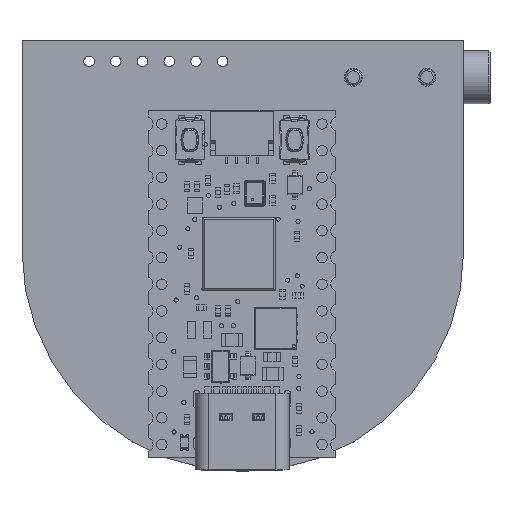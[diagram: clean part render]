
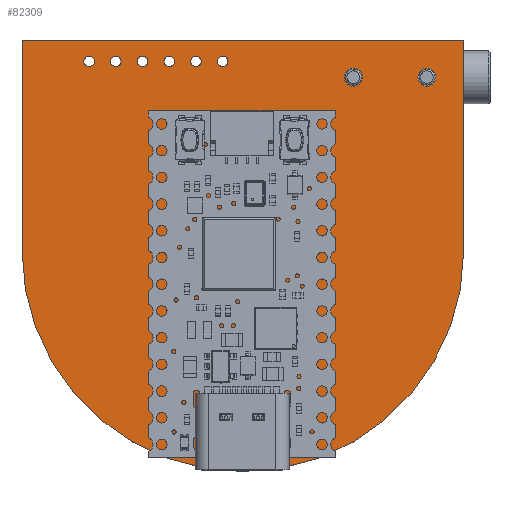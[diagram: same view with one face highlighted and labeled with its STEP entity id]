
A CAD part, top view. The second image highlights one B-rep face of the part: STEP entity #82309.
In plain terms, the highlighted planar face has unit normal (0, 0, 1).
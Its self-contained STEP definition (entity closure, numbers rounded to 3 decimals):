
#82107 = VERTEX_POINT('',#82108);
#82108 = CARTESIAN_POINT('',(42.,-20.,1.51));
#82114 = EDGE_CURVE('',#82107,#82115,#82117,.T.);
#82115 = VERTEX_POINT('',#82116);
#82116 = CARTESIAN_POINT('',(0.,-20.,1.51));
#82117 = CIRCLE('',#82118,21.);
#82118 = AXIS2_PLACEMENT_3D('',#82119,#82120,#82121);
#82119 = CARTESIAN_POINT('',(21.,-20.,1.51));
#82120 = DIRECTION('',(0.,0.,-1.));
#82121 = DIRECTION('',(1.,0.,0.));
#82149 = VERTEX_POINT('',#82150);
#82150 = CARTESIAN_POINT('',(42.,0.,1.51));
#82156 = EDGE_CURVE('',#82149,#82107,#82157,.T.);
#82157 = LINE('',#82158,#82159);
#82158 = CARTESIAN_POINT('',(42.,0.,1.51));
#82159 = VECTOR('',#82160,1.);
#82160 = DIRECTION('',(0.,-1.,0.));
#82178 = EDGE_CURVE('',#82115,#82179,#82181,.T.);
#82179 = VERTEX_POINT('',#82180);
#82180 = CARTESIAN_POINT('',(0.,0.,1.51));
#82181 = LINE('',#82182,#82183);
#82182 = CARTESIAN_POINT('',(0.,-20.,1.51));
#82183 = VECTOR('',#82184,1.);
#82184 = DIRECTION('',(0.,1.,0.));
#82309 = ADVANCED_FACE('',(#82310,#82321,#82332,#82343,#82354,#82365,
    #82376,#82387,#82398),#82409,.T.);
#82310 = FACE_BOUND('',#82311,.T.);
#82311 = EDGE_LOOP('',(#82312,#82313,#82314,#82320));
#82312 = ORIENTED_EDGE('',*,*,#82114,.F.);
#82313 = ORIENTED_EDGE('',*,*,#82156,.F.);
#82314 = ORIENTED_EDGE('',*,*,#82315,.F.);
#82315 = EDGE_CURVE('',#82179,#82149,#82316,.T.);
#82316 = LINE('',#82317,#82318);
#82317 = CARTESIAN_POINT('',(0.,0.,1.51));
#82318 = VECTOR('',#82319,1.);
#82319 = DIRECTION('',(1.,0.,0.));
#82320 = ORIENTED_EDGE('',*,*,#82178,.F.);
#82321 = FACE_BOUND('',#82322,.T.);
#82322 = EDGE_LOOP('',(#82323));
#82323 = ORIENTED_EDGE('',*,*,#82324,.T.);
#82324 = EDGE_CURVE('',#82325,#82325,#82327,.T.);
#82325 = VERTEX_POINT('',#82326);
#82326 = CARTESIAN_POINT('',(31.5,-4.35,1.51));
#82327 = CIRCLE('',#82328,0.85);
#82328 = AXIS2_PLACEMENT_3D('',#82329,#82330,#82331);
#82329 = CARTESIAN_POINT('',(31.5,-3.5,1.51));
#82330 = DIRECTION('',(-0.,0.,-1.));
#82331 = DIRECTION('',(-0.,-1.,0.));
#82332 = FACE_BOUND('',#82333,.T.);
#82333 = EDGE_LOOP('',(#82334));
#82334 = ORIENTED_EDGE('',*,*,#82335,.T.);
#82335 = EDGE_CURVE('',#82336,#82336,#82338,.T.);
#82336 = VERTEX_POINT('',#82337);
#82337 = CARTESIAN_POINT('',(38.5,-4.35,1.51));
#82338 = CIRCLE('',#82339,0.85);
#82339 = AXIS2_PLACEMENT_3D('',#82340,#82341,#82342);
#82340 = CARTESIAN_POINT('',(38.5,-3.5,1.51));
#82341 = DIRECTION('',(-0.,0.,-1.));
#82342 = DIRECTION('',(-0.,-1.,0.));
#82343 = FACE_BOUND('',#82344,.T.);
#82344 = EDGE_LOOP('',(#82345));
#82345 = ORIENTED_EDGE('',*,*,#82346,.T.);
#82346 = EDGE_CURVE('',#82347,#82347,#82349,.T.);
#82347 = VERTEX_POINT('',#82348);
#82348 = CARTESIAN_POINT('',(6.38,-2.5,1.51));
#82349 = CIRCLE('',#82350,0.5);
#82350 = AXIS2_PLACEMENT_3D('',#82351,#82352,#82353);
#82351 = CARTESIAN_POINT('',(6.38,-2.,1.51));
#82352 = DIRECTION('',(-0.,0.,-1.));
#82353 = DIRECTION('',(-0.,-1.,0.));
#82354 = FACE_BOUND('',#82355,.T.);
#82355 = EDGE_LOOP('',(#82356));
#82356 = ORIENTED_EDGE('',*,*,#82357,.T.);
#82357 = EDGE_CURVE('',#82358,#82358,#82360,.T.);
#82358 = VERTEX_POINT('',#82359);
#82359 = CARTESIAN_POINT('',(8.92,-2.5,1.51));
#82360 = CIRCLE('',#82361,0.5);
#82361 = AXIS2_PLACEMENT_3D('',#82362,#82363,#82364);
#82362 = CARTESIAN_POINT('',(8.92,-2.,1.51));
#82363 = DIRECTION('',(-0.,0.,-1.));
#82364 = DIRECTION('',(-0.,-1.,0.));
#82365 = FACE_BOUND('',#82366,.T.);
#82366 = EDGE_LOOP('',(#82367));
#82367 = ORIENTED_EDGE('',*,*,#82368,.T.);
#82368 = EDGE_CURVE('',#82369,#82369,#82371,.T.);
#82369 = VERTEX_POINT('',#82370);
#82370 = CARTESIAN_POINT('',(11.46,-2.5,1.51));
#82371 = CIRCLE('',#82372,0.5);
#82372 = AXIS2_PLACEMENT_3D('',#82373,#82374,#82375);
#82373 = CARTESIAN_POINT('',(11.46,-2.,1.51));
#82374 = DIRECTION('',(-0.,0.,-1.));
#82375 = DIRECTION('',(-0.,-1.,0.));
#82376 = FACE_BOUND('',#82377,.T.);
#82377 = EDGE_LOOP('',(#82378));
#82378 = ORIENTED_EDGE('',*,*,#82379,.T.);
#82379 = EDGE_CURVE('',#82380,#82380,#82382,.T.);
#82380 = VERTEX_POINT('',#82381);
#82381 = CARTESIAN_POINT('',(14.,-2.5,1.51));
#82382 = CIRCLE('',#82383,0.5);
#82383 = AXIS2_PLACEMENT_3D('',#82384,#82385,#82386);
#82384 = CARTESIAN_POINT('',(14.,-2.,1.51));
#82385 = DIRECTION('',(-0.,0.,-1.));
#82386 = DIRECTION('',(-0.,-1.,0.));
#82387 = FACE_BOUND('',#82388,.T.);
#82388 = EDGE_LOOP('',(#82389));
#82389 = ORIENTED_EDGE('',*,*,#82390,.T.);
#82390 = EDGE_CURVE('',#82391,#82391,#82393,.T.);
#82391 = VERTEX_POINT('',#82392);
#82392 = CARTESIAN_POINT('',(16.54,-2.5,1.51));
#82393 = CIRCLE('',#82394,0.5);
#82394 = AXIS2_PLACEMENT_3D('',#82395,#82396,#82397);
#82395 = CARTESIAN_POINT('',(16.54,-2.,1.51));
#82396 = DIRECTION('',(-0.,0.,-1.));
#82397 = DIRECTION('',(-0.,-1.,0.));
#82398 = FACE_BOUND('',#82399,.T.);
#82399 = EDGE_LOOP('',(#82400));
#82400 = ORIENTED_EDGE('',*,*,#82401,.T.);
#82401 = EDGE_CURVE('',#82402,#82402,#82404,.T.);
#82402 = VERTEX_POINT('',#82403);
#82403 = CARTESIAN_POINT('',(19.08,-2.5,1.51));
#82404 = CIRCLE('',#82405,0.5);
#82405 = AXIS2_PLACEMENT_3D('',#82406,#82407,#82408);
#82406 = CARTESIAN_POINT('',(19.08,-2.,1.51));
#82407 = DIRECTION('',(-0.,0.,-1.));
#82408 = DIRECTION('',(-0.,-1.,0.));
#82409 = PLANE('',#82410);
#82410 = AXIS2_PLACEMENT_3D('',#82411,#82412,#82413);
#82411 = CARTESIAN_POINT('',(0.,0.,1.51));
#82412 = DIRECTION('',(0.,0.,1.));
#82413 = DIRECTION('',(1.,0.,-0.));
